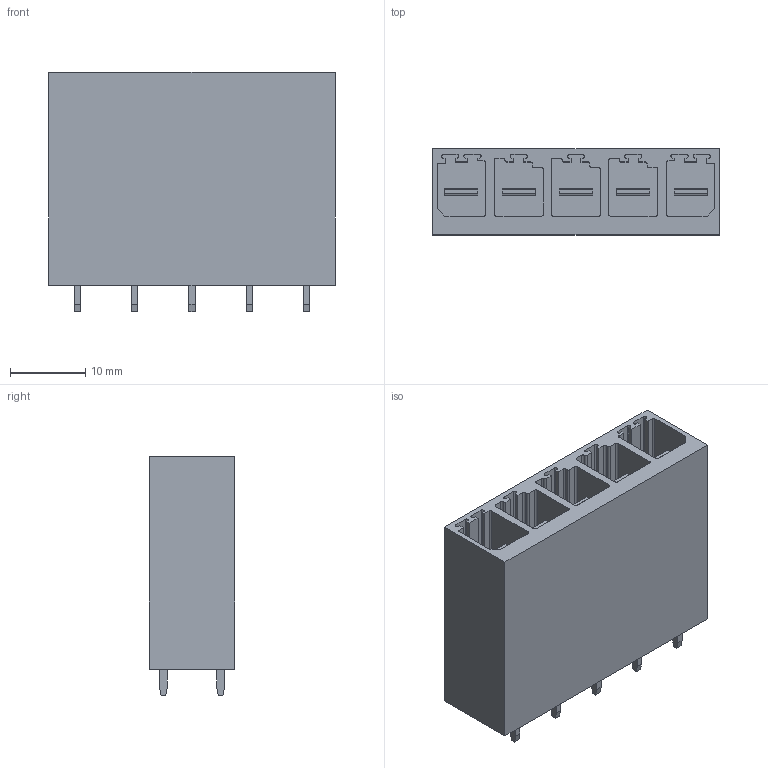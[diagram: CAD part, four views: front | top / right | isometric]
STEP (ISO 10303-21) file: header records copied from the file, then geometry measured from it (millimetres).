
FILE_DESCRIPTION(('CATIA V5 STEP Exchange','CAx-IF Rec.Pracs.--- Model Styling and Organization---1.2---2011-12-15'),'2;1');
FILE_NAME ('D1459401_0_1930630000_1930630000.stp','2018-11-29T03:52:55+00:00',('none'),('Weidmueller'),'CATIA Version 5-6 Release 2014','CATIA V5 STEP AP214','none');
FILE_SCHEMA(('AUTOMOTIVE_DESIGN { 1 0 10303 214 1 1 1 1 }'));
Length unit declared in the file: millimetre
Products named in the file (1): 1930630000
Bounding box: 38.1 x 11.4 x 31.8 mm (x, y, z)
Volume: 8678.8 mm3; surface area: 9058.5 mm2
Topology: 6 solids, 6 shells, 383 faces, 1103 edges, 732 vertices
Faces by surface type: plane 329, cylinder 54
Entity records: 9941 total; most frequent: ORIENTED_EDGE 2206, CARTESIAN_POINT 1625, DIRECTION 1196, EDGE_CURVE 898, VECTOR 800, LINE 800, VERTEX_POINT 577, EDGE_LOOP 403
